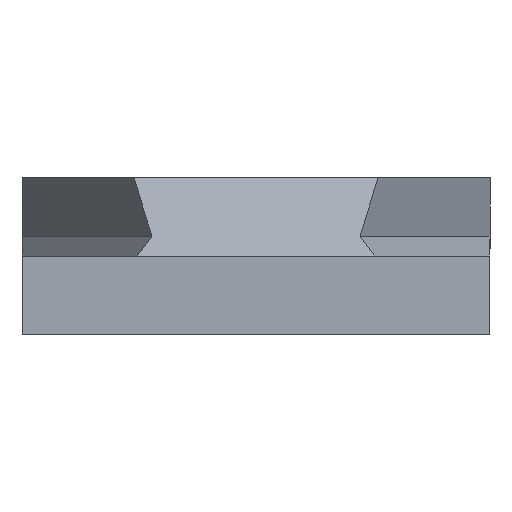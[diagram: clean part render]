
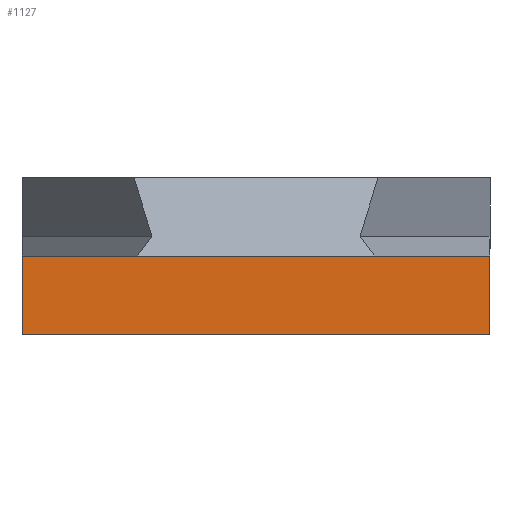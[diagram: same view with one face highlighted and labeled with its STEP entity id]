
A CAD part, front view. The second image highlights one B-rep face of the part: STEP entity #1127.
In plain terms, the highlighted planar face has unit normal (0, -1, 0).
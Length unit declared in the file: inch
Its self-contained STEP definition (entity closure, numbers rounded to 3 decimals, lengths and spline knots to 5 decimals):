
#22 = EDGE_CURVE ( 'NONE', #107, #2281, #1017, .T. ) ;
#107 = VERTEX_POINT ( 'NONE', #2681 ) ;
#129 = LINE ( 'NONE', #462, #730 ) ;
#174 = LINE ( 'NONE', #1036, #1165 ) ;
#184 = VECTOR ( 'NONE', #528, 39.37008 ) ;
#462 = CARTESIAN_POINT ( 'NONE',  ( -2.98575, -0.499, 1. ) ) ;
#528 = DIRECTION ( 'NONE',  ( 1., 0., 0. ) ) ;
#550 = ORIENTED_EDGE ( 'NONE', *, *, #792, .T. ) ;
#659 = CARTESIAN_POINT ( 'NONE',  ( -2.98575, -0.499, 1. ) ) ;
#730 = VECTOR ( 'NONE', #2393, 39.37008 ) ;
#792 = EDGE_CURVE ( 'NONE', #107, #1697, #129, .T. ) ;
#846 = FACE_OUTER_BOUND ( 'NONE', #1448, .T. ) ;
#947 = DIRECTION ( 'NONE',  ( 0., 0., 1. ) ) ;
#1017 = LINE ( 'NONE', #1071, #1140 ) ;
#1036 = CARTESIAN_POINT ( 'NONE',  ( 2.98575, -0.499, 1. ) ) ;
#1071 = CARTESIAN_POINT ( 'NONE',  ( -2.98575, -0.499, 1. ) ) ;
#1127 = ADVANCED_FACE ( 'NONE', ( #846 ), #1715, .F. ) ;
#1140 = VECTOR ( 'NONE', #1726, 39.37008 ) ;
#1149 = EDGE_CURVE ( 'NONE', #1697, #2732, #1179, .T. ) ;
#1165 = VECTOR ( 'NONE', #1904, 39.37008 ) ;
#1179 = LINE ( 'NONE', #1590, #184 ) ;
#1448 = EDGE_LOOP ( 'NONE', ( #1624, #2448, #2367, #550 ) ) ;
#1590 = CARTESIAN_POINT ( 'NONE',  ( -2.98575, -0.499, 0. ) ) ;
#1624 = ORIENTED_EDGE ( 'NONE', *, *, #1149, .T. ) ;
#1697 = VERTEX_POINT ( 'NONE', #2631 ) ;
#1715 = PLANE ( 'NONE',  #2696 ) ;
#1726 = DIRECTION ( 'NONE',  ( 1., 0., 0. ) ) ;
#1904 = DIRECTION ( 'NONE',  ( 0., 0., -1. ) ) ;
#2186 = DIRECTION ( 'NONE',  ( 0., 1., 0. ) ) ;
#2281 = VERTEX_POINT ( 'NONE', #2613 ) ;
#2367 = ORIENTED_EDGE ( 'NONE', *, *, #22, .F. ) ;
#2393 = DIRECTION ( 'NONE',  ( 0., 0., -1. ) ) ;
#2448 = ORIENTED_EDGE ( 'NONE', *, *, #2469, .F. ) ;
#2469 = EDGE_CURVE ( 'NONE', #2281, #2732, #174, .T. ) ;
#2613 = CARTESIAN_POINT ( 'NONE',  ( 2.98575, -0.499, 1. ) ) ;
#2631 = CARTESIAN_POINT ( 'NONE',  ( -2.98575, -0.499, 0. ) ) ;
#2681 = CARTESIAN_POINT ( 'NONE',  ( -2.98575, -0.499, 1. ) ) ;
#2696 = AXIS2_PLACEMENT_3D ( 'NONE', #659, #2186, #947 ) ;
#2732 = VERTEX_POINT ( 'NONE', #2808 ) ;
#2808 = CARTESIAN_POINT ( 'NONE',  ( 2.98575, -0.499, 0. ) ) ;
